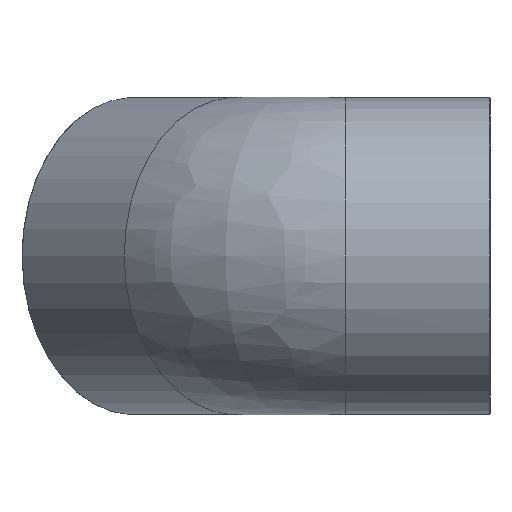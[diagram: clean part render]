
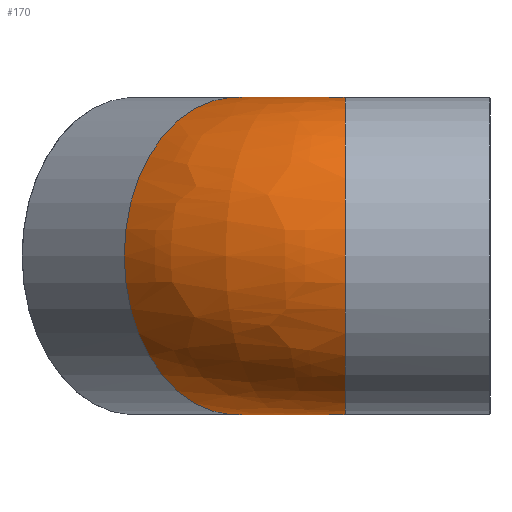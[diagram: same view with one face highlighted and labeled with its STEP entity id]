
A CAD part, left-side view. The second image highlights one B-rep face of the part: STEP entity #170.
In plain terms, the highlighted free-form (B-spline) face has degree [2, 2] with [9, 3] control points.
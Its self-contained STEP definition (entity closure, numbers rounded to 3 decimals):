
#15=(
BOUNDED_SURFACE()
B_SPLINE_SURFACE(2,2,((#302,#303,#304),(#305,#306,#307),(#308,#309,#310),
(#311,#312,#313),(#314,#315,#316),(#317,#318,#319),(#320,#321,#322),(#323,
#324,#325),(#326,#327,#328)),.UNSPECIFIED.,.F.,.F.,.F.)
B_SPLINE_SURFACE_WITH_KNOTS((3,2,2,2,3),(3,3),(-2.891,-1.445,
0.,1.445,2.891),(0.,0.785),
 .UNSPECIFIED.)
GEOMETRIC_REPRESENTATION_ITEM()
RATIONAL_B_SPLINE_SURFACE(((1.,0.924,1.),(0.75,
0.693,0.75),(1.,0.924,1.),(0.75,
0.693,0.75),(1.,0.924,1.),(0.75,
0.693,0.75),(1.,0.924,1.),(0.75,
0.693,0.75),(1.,0.924,1.)))
REPRESENTATION_ITEM('')
SURFACE()
);
#51=FACE_OUTER_BOUND('',#78,.T.);
#78=EDGE_LOOP('',(#150,#151));
#84=CIRCLE('',#183,116.);
#90=CIRCLE('',#195,116.);
#98=VERTEX_POINT('',#275);
#99=VERTEX_POINT('',#276);
#112=EDGE_CURVE('',#98,#99,#84,.T.);
#119=EDGE_CURVE('',#98,#99,#90,.T.);
#150=ORIENTED_EDGE('',*,*,#112,.T.);
#151=ORIENTED_EDGE('',*,*,#119,.F.);
#170=ADVANCED_FACE('',(#51),#15,.F.);
#183=AXIS2_PLACEMENT_3D('',#277,#223,#224);
#195=AXIS2_PLACEMENT_3D('',#294,#247,#248);
#223=DIRECTION('center_axis',(0.,1.,0.));
#224=DIRECTION('ref_axis',(1.,0.,0.));
#247=DIRECTION('center_axis',(0.707,0.707,0.));
#248=DIRECTION('ref_axis',(0.707,-0.707,0.));
#275=CARTESIAN_POINT('',(112.364,106.,-28.814));
#276=CARTESIAN_POINT('',(112.364,106.,28.814));
#277=CARTESIAN_POINT('Origin',(0.,106.,0.));
#294=CARTESIAN_POINT('Origin',(32.911,185.454,0.));
#302=CARTESIAN_POINT('Ctrl Pts',(112.364,106.,28.814));
#303=CARTESIAN_POINT('Ctrl Pts',(112.364,106.,28.814));
#304=CARTESIAN_POINT('Ctrl Pts',(112.364,106.,28.814));
#305=CARTESIAN_POINT('Ctrl Pts',(86.958,106.,127.892));
#306=CARTESIAN_POINT('Ctrl Pts',(86.958,116.524,127.892));
#307=CARTESIAN_POINT('Ctrl Pts',(94.399,123.965,127.892));
#308=CARTESIAN_POINT('Ctrl Pts',(-14.521,106.,115.088));
#309=CARTESIAN_POINT('Ctrl Pts',(-14.521,158.558,115.088));
#310=CARTESIAN_POINT('Ctrl Pts',(22.643,195.722,115.088));
#311=CARTESIAN_POINT('Ctrl Pts',(-116.,106.,102.283));
#312=CARTESIAN_POINT('Ctrl Pts',(-116.,200.592,102.283));
#313=CARTESIAN_POINT('Ctrl Pts',(-49.114,267.478,102.283));
#314=CARTESIAN_POINT('Ctrl Pts',(-116.,106.,0.));
#315=CARTESIAN_POINT('Ctrl Pts',(-116.,200.592,0.));
#316=CARTESIAN_POINT('Ctrl Pts',(-49.114,267.478,0.));
#317=CARTESIAN_POINT('Ctrl Pts',(-116.,106.,-102.283));
#318=CARTESIAN_POINT('Ctrl Pts',(-116.,200.592,-102.283));
#319=CARTESIAN_POINT('Ctrl Pts',(-49.114,267.478,-102.283));
#320=CARTESIAN_POINT('Ctrl Pts',(-14.521,106.,-115.088));
#321=CARTESIAN_POINT('Ctrl Pts',(-14.521,158.558,-115.088));
#322=CARTESIAN_POINT('Ctrl Pts',(22.643,195.722,-115.088));
#323=CARTESIAN_POINT('Ctrl Pts',(86.958,106.,-127.892));
#324=CARTESIAN_POINT('Ctrl Pts',(86.958,116.524,-127.892));
#325=CARTESIAN_POINT('Ctrl Pts',(94.399,123.965,-127.892));
#326=CARTESIAN_POINT('Ctrl Pts',(112.364,106.,-28.814));
#327=CARTESIAN_POINT('Ctrl Pts',(112.364,106.,-28.814));
#328=CARTESIAN_POINT('Ctrl Pts',(112.364,106.,-28.814));
